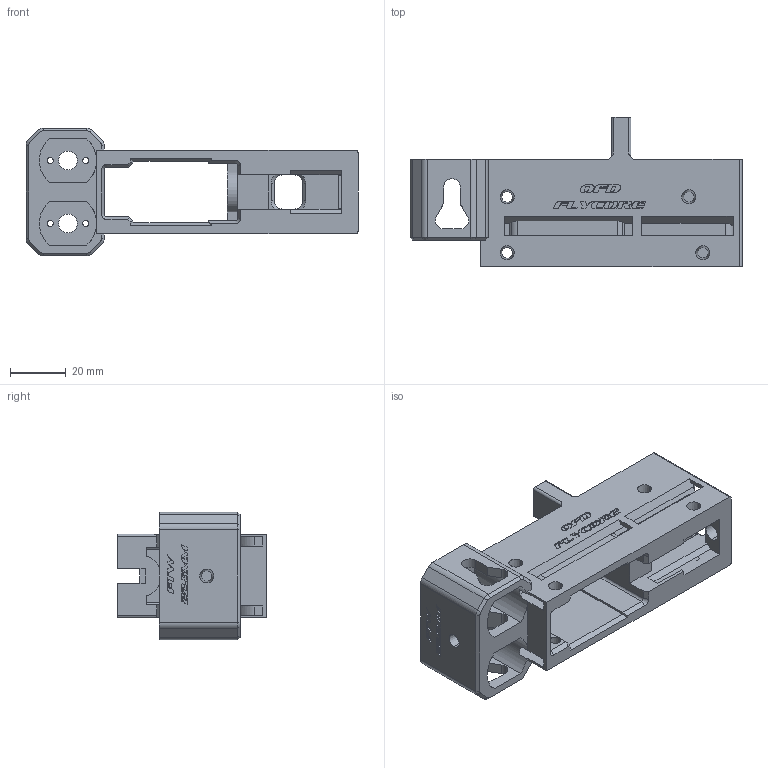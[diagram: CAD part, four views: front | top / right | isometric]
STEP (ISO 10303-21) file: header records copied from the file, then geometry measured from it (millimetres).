
FILE_DESCRIPTION (( 'STEP AP214' ), '1' );
FILE_NAME ('OFD_FLYCORE_STRAIGHT_FTW_22.5MM_V1.STEP', '2022-10-01T14:12:05', ( '' ), ( '' ), 'SwSTEP 2.0', 'SolidWorks 2020', '' );
FILE_SCHEMA (( 'AUTOMOTIVE_DESIGN' ));
Length unit declared in the file: millimetre
Products named in the file (1): OFD_FLYCORE_STRAIGHT_FTW_22.5MM_V1
Bounding box: 118.75 x 53.5 x 45.7 mm (x, y, z)
Volume: 66881.8 mm3; surface area: 32531 mm2
Topology: 1 solids, 1 shells, 883 faces, 2484 edges, 1634 vertices
Faces by surface type: plane 461, bspline 292, cylinder 86, cone 44
Entity records: 36539 total; most frequent: CARTESIAN_POINT 15509, ORIENTED_EDGE 4968, DIRECTION 3290, EDGE_CURVE 2484, LINE 1636, VECTOR 1636, VERTEX_POINT 1634, EDGE_LOOP 962
